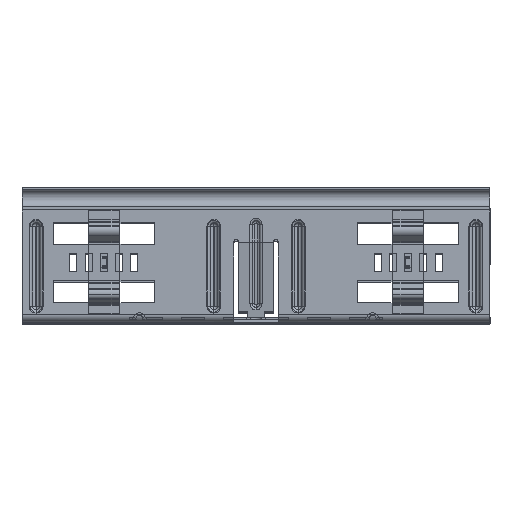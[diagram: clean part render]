
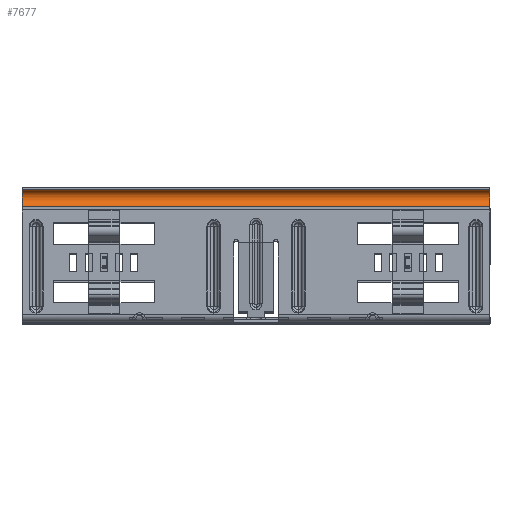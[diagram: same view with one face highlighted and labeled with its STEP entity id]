
A CAD part, top view. The second image highlights one B-rep face of the part: STEP entity #7677.
In plain terms, the highlighted cylindrical face has radius 3.7 mm (diameter 7.4 mm), a partial arc.
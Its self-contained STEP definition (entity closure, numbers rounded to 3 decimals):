
#346 = DIRECTION ( 'NONE',  ( 0., 0., -1. ) ) ;
#403 = DIRECTION ( 'NONE',  ( 0., 0., 1. ) ) ;
#689 = EDGE_LOOP ( 'NONE', ( #3507, #9243, #16815, #12097 ) ) ;
#1295 = AXIS2_PLACEMENT_3D ( 'NONE', #12404, #1455, #2820 ) ;
#1455 = DIRECTION ( 'NONE',  ( 0., 0., -1. ) ) ;
#1865 = VERTEX_POINT ( 'NONE', #5482 ) ;
#2820 = DIRECTION ( 'NONE',  ( 0., 1., 0. ) ) ;
#2863 = CARTESIAN_POINT ( 'NONE',  ( 4.75, 49.171, 100. ) ) ;
#2993 = VERTEX_POINT ( 'NONE', #4269 ) ;
#3507 = ORIENTED_EDGE ( 'NONE', *, *, #12301, .T. ) ;
#4269 = CARTESIAN_POINT ( 'NONE',  ( 4.75, 56.571, -100. ) ) ;
#4339 = AXIS2_PLACEMENT_3D ( 'NONE', #14235, #6067, #15617 ) ;
#4606 = VECTOR ( 'NONE', #8323, 1000. ) ;
#4854 = CYLINDRICAL_SURFACE ( 'NONE', #1295, 3.7 ) ;
#5482 = CARTESIAN_POINT ( 'NONE',  ( 4.75, 49.171, -100. ) ) ;
#5566 = CARTESIAN_POINT ( 'NONE',  ( 4.75, 56.571, 100. ) ) ;
#6067 = DIRECTION ( 'NONE',  ( 0., 0., -1. ) ) ;
#6819 = AXIS2_PLACEMENT_3D ( 'NONE', #8578, #403, #9960 ) ;
#7490 = VECTOR ( 'NONE', #346, 1000. ) ;
#7677 = ADVANCED_FACE ( 'NONE', ( #15765 ), #4854, .F. ) ;
#7783 = EDGE_CURVE ( 'NONE', #15968, #9751, #8695, .T. ) ;
#7924 = CARTESIAN_POINT ( 'NONE',  ( 4.75, 49.171, 100. ) ) ;
#8265 = EDGE_CURVE ( 'NONE', #15968, #1865, #11883, .T. ) ;
#8323 = DIRECTION ( 'NONE',  ( 0., 0., -1. ) ) ;
#8578 = CARTESIAN_POINT ( 'NONE',  ( 4.75, 52.871, 100. ) ) ;
#8695 = CIRCLE ( 'NONE', #6819, 3.7 ) ;
#9243 = ORIENTED_EDGE ( 'NONE', *, *, #8265, .F. ) ;
#9751 = VERTEX_POINT ( 'NONE', #5566 ) ;
#9960 = DIRECTION ( 'NONE',  ( 0., -1., 0. ) ) ;
#10531 = CARTESIAN_POINT ( 'NONE',  ( 4.75, 56.571, 100. ) ) ;
#11105 = LINE ( 'NONE', #10531, #7490 ) ;
#11597 = EDGE_CURVE ( 'NONE', #9751, #2993, #11105, .T. ) ;
#11883 = LINE ( 'NONE', #2863, #4606 ) ;
#12097 = ORIENTED_EDGE ( 'NONE', *, *, #11597, .T. ) ;
#12301 = EDGE_CURVE ( 'NONE', #2993, #1865, #17100, .T. ) ;
#12404 = CARTESIAN_POINT ( 'NONE',  ( 4.75, 52.871, 200.417 ) ) ;
#14235 = CARTESIAN_POINT ( 'NONE',  ( 4.75, 52.871, -100. ) ) ;
#15617 = DIRECTION ( 'NONE',  ( 0., 1., 0. ) ) ;
#15765 = FACE_OUTER_BOUND ( 'NONE', #689, .T. ) ;
#15968 = VERTEX_POINT ( 'NONE', #7924 ) ;
#16815 = ORIENTED_EDGE ( 'NONE', *, *, #7783, .T. ) ;
#17100 = CIRCLE ( 'NONE', #4339, 3.7 ) ;
